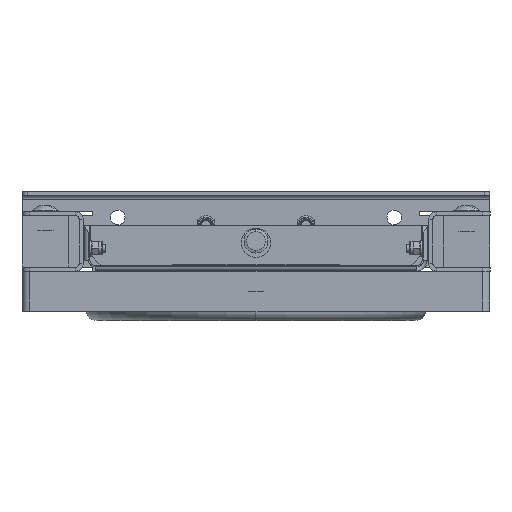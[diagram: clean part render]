
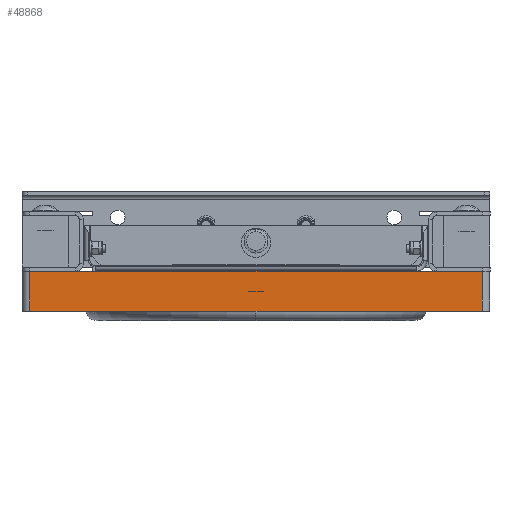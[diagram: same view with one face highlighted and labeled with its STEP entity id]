
A CAD part, front view. The second image highlights one B-rep face of the part: STEP entity #48868.
In plain terms, the highlighted planar face has unit normal (0, -1, 0).
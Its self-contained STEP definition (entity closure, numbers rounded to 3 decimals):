
#1265 = VECTOR ( 'NONE', #50731, 1000. ) ;
#1918 = CARTESIAN_POINT ( 'NONE',  ( -170., 0., 0. ) ) ;
#2001 = EDGE_CURVE ( 'NONE', #9947, #47868, #43620, .T. ) ;
#3011 = ORIENTED_EDGE ( 'NONE', *, *, #5474, .T. ) ;
#3214 = PLANE ( 'NONE',  #37959 ) ;
#4510 = CARTESIAN_POINT ( 'NONE',  ( 170., 0., 30. ) ) ;
#5474 = EDGE_CURVE ( 'NONE', #25938, #47868, #27741, .T. ) ;
#7037 = VECTOR ( 'NONE', #33227, 1000. ) ;
#7259 = VECTOR ( 'NONE', #49343, 1000. ) ;
#9293 = EDGE_CURVE ( 'NONE', #50995, #25938, #30604, .T. ) ;
#9947 = VERTEX_POINT ( 'NONE', #19911 ) ;
#11593 = ORIENTED_EDGE ( 'NONE', *, *, #2001, .F. ) ;
#12309 = ORIENTED_EDGE ( 'NONE', *, *, #9293, .T. ) ;
#15406 = CARTESIAN_POINT ( 'NONE',  ( 176., 0., 30. ) ) ;
#15654 = ORIENTED_EDGE ( 'NONE', *, *, #19802, .T. ) ;
#17395 = CARTESIAN_POINT ( 'NONE',  ( 170., 0., 30. ) ) ;
#19802 = EDGE_CURVE ( 'NONE', #9947, #50995, #21867, .T. ) ;
#19911 = CARTESIAN_POINT ( 'NONE',  ( 170., 0., 0. ) ) ;
#20037 = CARTESIAN_POINT ( 'NONE',  ( 176., 0., 0. ) ) ;
#21867 = LINE ( 'NONE', #17395, #7259 ) ;
#25938 = VERTEX_POINT ( 'NONE', #32836 ) ;
#27043 = FACE_OUTER_BOUND ( 'NONE', #29131, .T. ) ;
#27741 = LINE ( 'NONE', #43715, #7037 ) ;
#27808 = VECTOR ( 'NONE', #44384, 1000. ) ;
#29131 = EDGE_LOOP ( 'NONE', ( #11593, #15654, #12309, #3011 ) ) ;
#30604 = LINE ( 'NONE', #15406, #1265 ) ;
#32836 = CARTESIAN_POINT ( 'NONE',  ( -170., 0., 30. ) ) ;
#33227 = DIRECTION ( 'NONE',  ( 0., 0., -1. ) ) ;
#37959 = AXIS2_PLACEMENT_3D ( 'NONE', #38851, #47952, #47180 ) ;
#38851 = CARTESIAN_POINT ( 'NONE',  ( 176., 0., 30. ) ) ;
#43620 = LINE ( 'NONE', #20037, #27808 ) ;
#43715 = CARTESIAN_POINT ( 'NONE',  ( -170., 0., 30. ) ) ;
#44384 = DIRECTION ( 'NONE',  ( -1., 0., 0. ) ) ;
#47180 = DIRECTION ( 'NONE',  ( 1., 0., 0. ) ) ;
#47868 = VERTEX_POINT ( 'NONE', #1918 ) ;
#47952 = DIRECTION ( 'NONE',  ( 0., -1., 0. ) ) ;
#48868 = ADVANCED_FACE ( 'NONE', ( #27043 ), #3214, .T. ) ;
#49343 = DIRECTION ( 'NONE',  ( 0., 0., 1. ) ) ;
#50731 = DIRECTION ( 'NONE',  ( -1., 0., 0. ) ) ;
#50995 = VERTEX_POINT ( 'NONE', #4510 ) ;
